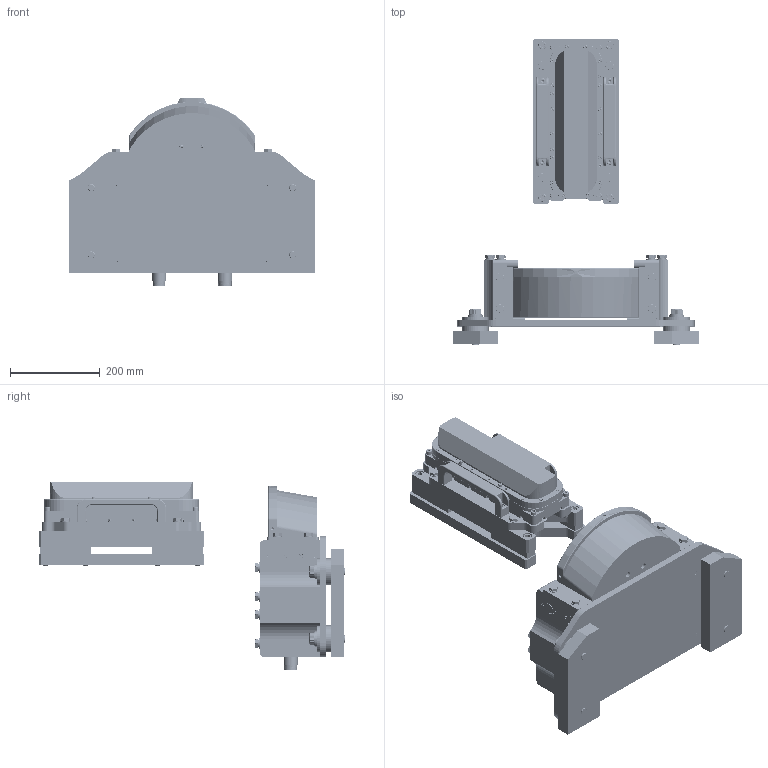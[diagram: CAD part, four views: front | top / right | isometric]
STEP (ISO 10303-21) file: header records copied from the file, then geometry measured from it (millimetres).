
FILE_DESCRIPTION(/* description */ (''),/* implementation_level */ '2;1');
FILE_NAME(/* name */ 'Vigilant 1000 Mounting Kit Assembly.stp',/* time_stamp */ '2023-02-28T14:47:23Z',/* author */ ('gbm'),/* organization */ (''),/* preprocessor_version */ 'ST-DEVELOPER v19',/* originating_system */ 'Autodesk Inventor 2023',/* authorisation */ '');
FILE_SCHEMA (('AUTOMOTIVE_DESIGN { 1 0 10303 214 3 1 1 }'));
Products named in the file (44): 8352-004-A1 - Vigilant System Installation Layout; Housing assembly; 620-0590; 800-0466; 715-0493; 715-0494; 800-0467; 730-0155; 730-0154; 800-0468; 760-0198; 800-0469; 845-0010; 210-2159; 210-2115; 230-1068; 210-6502; 214-6155; 230-108B; 210-6508; 230-1587; 8350-002-01 - Vigilant Receiver Array Substitute; 875-0131; 620-0622; 715-0528; 715-0530; 265-0209; 760-0197; 730-0138; 845-0009; 212-1399; 213-4023; 212-1398; 230-1813; 211-3221; 214-1953; 230-1812; 230-2081; 213-4025; 213-4027 ...
Assembly tree (181 placements, depth 4):
  8352-004-A1 - Vigilant System Installation Layout
    Housing assembly
      620-0590
        800-0466
        715-0493
        715-0494
        800-0467  x2
        730-0155  x4
        730-0154  x4
        800-0468  x2
        760-0198  x4
        800-0469  x4
        845-0010  x12
        210-2159  x4
        210-2115  x4
        230-1068  x4
        210-6502  x4
        214-6155  x14
        210-6508  x8
        230-1587  x8
        230-108B  x4
      8350-002-01 - Vigilant Receiver Array Substitute
      875-0131  x2
    620-0622
      715-0528
      715-0530
      265-0209  x2
      760-0197  x4
      730-0138  x2
      845-0009  x20
      212-1399  x8
      213-4023  x4
      212-1398  x8
      230-1813  x4
      211-3221  x4
      214-1953  x2
      230-1812  x4
      230-2081  x4
      213-4025  x4
      230-1804  x8
      213-4027  x4
      230-2077  x4
      875-0162
      8350-004-01-A1 - Vigilant 1000 Projector Array_Simplify_1
Bounding box: 550 x 684.5 x 419.01 mm (x, y, z)
Volume: 25884297.7 mm3; surface area: 2383870.1 mm2
Topology: 180 solids, 181 shells, 4608 faces, 10837 edges, 6996 vertices
Faces by surface type: plane 2406, cylinder 1049, cone 574, bspline 374, torus 181, sphere 24
Full cylindrical faces by diameter (mm): 0.8 x8, 1.02 x6, 1.58 x2, 2 x13, 3 x26, 4 x4, 4.134 x20, 4.343 x4, 5 x59, 5.2 x4, 5.3 x8, 5.5 x24, 6.647 x9, 6.65 x3, 7 x4, 7.359 x43, 8 x8, 8.376 x8, 8.4 x4, 8.5 x32, 8.8 x16, 9.43 x16, 10 x47, 10.106 x16, 10.5 x16, 11 x8, 12 x28, 12.5 x56, 13 x39, 13.835 x4
Entity records: 99620 total; most frequent: CARTESIAN_POINT 27097, ORIENTED_EDGE 14541, DIRECTION 13317, EDGE_CURVE 7271, AXIS2_PLACEMENT_3D 4808, VERTEX_POINT 4774, LINE 3701, VECTOR 3701
